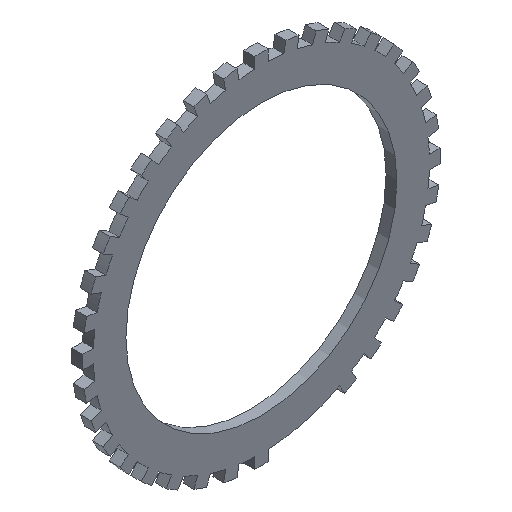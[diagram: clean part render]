
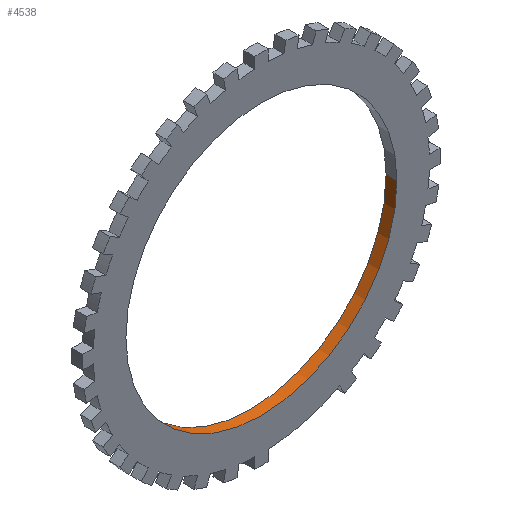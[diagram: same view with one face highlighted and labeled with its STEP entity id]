
A CAD part, isometric view. The second image highlights one B-rep face of the part: STEP entity #4538.
In plain terms, the highlighted cylindrical face has radius 50 mm (diameter 100 mm), a partial arc.
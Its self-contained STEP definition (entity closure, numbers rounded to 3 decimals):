
#4336=CARTESIAN_POINT('Vertex',(-50.,4.,0.)) ;
#4338=CARTESIAN_POINT('Vertex',(50.,4.,0.)) ;
#4341=CARTESIAN_POINT('Axis2P3D Location',(0.,4.,0.)) ;
#4498=CARTESIAN_POINT('Axis2P3D Location',(0.,0.,0.)) ;
#4502=CARTESIAN_POINT('Vertex',(50.,0.,0.)) ;
#4504=CARTESIAN_POINT('Vertex',(-50.,0.,0.)) ;
#4517=CARTESIAN_POINT('Axis2P3D Location',(0.,1.5,0.)) ;
#4522=CARTESIAN_POINT('Line Origine',(50.,1.5,0.)) ;
#4527=CARTESIAN_POINT('Line Origine',(-50.,1.5,0.)) ;
#4342=DIRECTION('Axis2P3D Direction',(0.,1.,-0.)) ;
#4499=DIRECTION('Axis2P3D Direction',(0.,1.,0.)) ;
#4518=DIRECTION('Axis2P3D Direction',(0.,1.,-0.)) ;
#4519=DIRECTION('Axis2P3D XDirection',(-1.,0.,0.)) ;
#4523=DIRECTION('Vector Direction',(0.,1.,0.)) ;
#4528=DIRECTION('Vector Direction',(0.,1.,0.)) ;
#4343=AXIS2_PLACEMENT_3D('Circle Axis2P3D',#4341,#4342,$) ;
#4500=AXIS2_PLACEMENT_3D('Circle Axis2P3D',#4498,#4499,$) ;
#4520=AXIS2_PLACEMENT_3D('Cylinder Axis2P3D',#4517,#4518,#4519) ;
#4533=ORIENTED_EDGE('',*,*,#4506,.F.) ;
#4534=ORIENTED_EDGE('',*,*,#4526,.F.) ;
#4535=ORIENTED_EDGE('',*,*,#4345,.T.) ;
#4536=ORIENTED_EDGE('',*,*,#4531,.T.) ;
#4524=VECTOR('Line Direction',#4523,1.) ;
#4529=VECTOR('Line Direction',#4528,1.) ;
#4538=ADVANCED_FACE('Corps principal',(#4537),#4521,.F.) ;
#4344=CIRCLE('generated circle',#4343,50.) ;
#4501=CIRCLE('generated circle',#4500,50.) ;
#4521=CYLINDRICAL_SURFACE('generated cylinder',#4520,50.) ;
#4345=EDGE_CURVE('',#4339,#4337,#4344,.T.) ;
#4506=EDGE_CURVE('',#4503,#4505,#4501,.T.) ;
#4526=EDGE_CURVE('',#4339,#4503,#4525,.F.) ;
#4531=EDGE_CURVE('',#4337,#4505,#4530,.F.) ;
#4532=EDGE_LOOP('',(#4533,#4534,#4535,#4536)) ;
#4537=FACE_OUTER_BOUND('',#4532,.T.) ;
#4525=LINE('Line',#4522,#4524) ;
#4530=LINE('Line',#4527,#4529) ;
#4337=VERTEX_POINT('',#4336) ;
#4339=VERTEX_POINT('',#4338) ;
#4503=VERTEX_POINT('',#4502) ;
#4505=VERTEX_POINT('',#4504) ;
